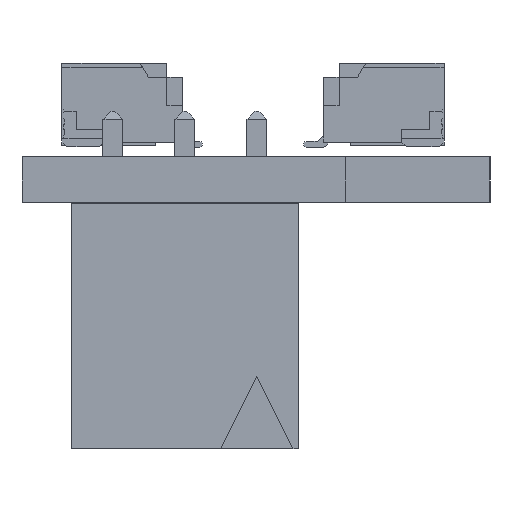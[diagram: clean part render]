
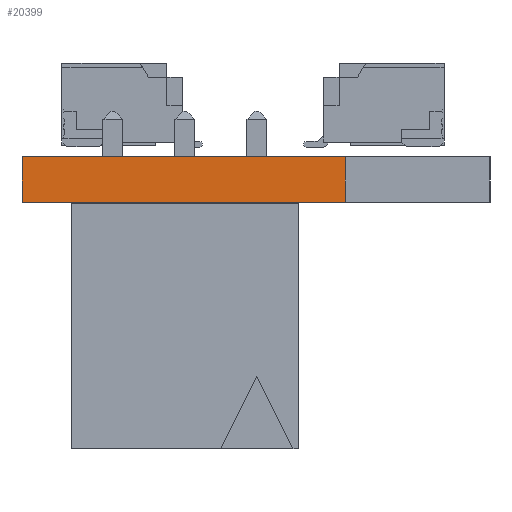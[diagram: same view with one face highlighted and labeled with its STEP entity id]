
A CAD part, left-side view. The second image highlights one B-rep face of the part: STEP entity #20399.
In plain terms, the highlighted planar face has unit normal (-1, 0, 0).
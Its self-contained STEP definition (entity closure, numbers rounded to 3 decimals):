
#18991 = PLANE('',#18992);
#18992 = AXIS2_PLACEMENT_3D('',#18993,#18994,#18995);
#18993 = CARTESIAN_POINT('',(70.253,-50.302,0.));
#18994 = DIRECTION('',(0.,1.,0.));
#18995 = DIRECTION('',(1.,0.,0.));
#19019 = PLANE('',#19020);
#19020 = AXIS2_PLACEMENT_3D('',#19021,#19022,#19023);
#19021 = CARTESIAN_POINT('',(116.959,-55.527,1.6));
#19022 = DIRECTION('',(-0.,-0.,-1.));
#19023 = DIRECTION('',(-1.,0.,0.));
#19073 = PLANE('',#19074);
#19074 = AXIS2_PLACEMENT_3D('',#19075,#19076,#19077);
#19075 = CARTESIAN_POINT('',(116.959,-55.527,0.));
#19076 = DIRECTION('',(-0.,-0.,-1.));
#19077 = DIRECTION('',(-1.,0.,0.));
#19088 = EDGE_CURVE('',#19089,#19091,#19093,.T.);
#19089 = VERTEX_POINT('',#19090);
#19090 = CARTESIAN_POINT('',(70.253,-50.302,0.));
#19091 = VERTEX_POINT('',#19092);
#19092 = CARTESIAN_POINT('',(70.253,-50.302,1.6));
#19093 = SURFACE_CURVE('',#19094,(#19098,#19105),.PCURVE_S1.);
#19094 = LINE('',#19095,#19096);
#19095 = CARTESIAN_POINT('',(70.253,-50.302,0.));
#19096 = VECTOR('',#19097,1.);
#19097 = DIRECTION('',(0.,0.,1.));
#19098 = PCURVE('',#18991,#19099);
#19099 = DEFINITIONAL_REPRESENTATION('',(#19100),#19104);
#19100 = LINE('',#19101,#19102);
#19101 = CARTESIAN_POINT('',(0.,0.));
#19102 = VECTOR('',#19103,1.);
#19103 = DIRECTION('',(0.,-1.));
#19104 = ( GEOMETRIC_REPRESENTATION_CONTEXT(2) 
PARAMETRIC_REPRESENTATION_CONTEXT() REPRESENTATION_CONTEXT('2D SPACE',''
  ) );
#19105 = PCURVE('',#19106,#19111);
#19106 = PLANE('',#19107);
#19107 = AXIS2_PLACEMENT_3D('',#19108,#19109,#19110);
#19108 = CARTESIAN_POINT('',(70.253,-61.697,0.));
#19109 = DIRECTION('',(-1.,0.,0.));
#19110 = DIRECTION('',(0.,1.,0.));
#19111 = DEFINITIONAL_REPRESENTATION('',(#19112),#19116);
#19112 = LINE('',#19113,#19114);
#19113 = CARTESIAN_POINT('',(11.395,0.));
#19114 = VECTOR('',#19115,1.);
#19115 = DIRECTION('',(0.,-1.));
#19116 = ( GEOMETRIC_REPRESENTATION_CONTEXT(2) 
PARAMETRIC_REPRESENTATION_CONTEXT() REPRESENTATION_CONTEXT('2D SPACE',''
  ) );
#19322 = VERTEX_POINT('',#19323);
#19323 = CARTESIAN_POINT('',(70.253,-61.697,0.));
#19337 = PLANE('',#19338);
#19338 = AXIS2_PLACEMENT_3D('',#19339,#19340,#19341);
#19339 = CARTESIAN_POINT('',(84.125,-61.697,0.));
#19340 = DIRECTION('',(0.,-1.,0.));
#19341 = DIRECTION('',(-1.,0.,0.));
#19349 = EDGE_CURVE('',#19322,#19089,#19350,.T.);
#19350 = SURFACE_CURVE('',#19351,(#19355,#19362),.PCURVE_S1.);
#19351 = LINE('',#19352,#19353);
#19352 = CARTESIAN_POINT('',(70.253,-61.697,0.));
#19353 = VECTOR('',#19354,1.);
#19354 = DIRECTION('',(0.,1.,0.));
#19355 = PCURVE('',#19073,#19356);
#19356 = DEFINITIONAL_REPRESENTATION('',(#19357),#19361);
#19357 = LINE('',#19358,#19359);
#19358 = CARTESIAN_POINT('',(46.706,-6.17));
#19359 = VECTOR('',#19360,1.);
#19360 = DIRECTION('',(0.,1.));
#19361 = ( GEOMETRIC_REPRESENTATION_CONTEXT(2) 
PARAMETRIC_REPRESENTATION_CONTEXT() REPRESENTATION_CONTEXT('2D SPACE',''
  ) );
#19362 = PCURVE('',#19106,#19363);
#19363 = DEFINITIONAL_REPRESENTATION('',(#19364),#19368);
#19364 = LINE('',#19365,#19366);
#19365 = CARTESIAN_POINT('',(0.,0.));
#19366 = VECTOR('',#19367,1.);
#19367 = DIRECTION('',(1.,0.));
#19368 = ( GEOMETRIC_REPRESENTATION_CONTEXT(2) 
PARAMETRIC_REPRESENTATION_CONTEXT() REPRESENTATION_CONTEXT('2D SPACE',''
  ) );
#19936 = VERTEX_POINT('',#19937);
#19937 = CARTESIAN_POINT('',(70.253,-61.697,1.6));
#19958 = EDGE_CURVE('',#19936,#19091,#19959,.T.);
#19959 = SURFACE_CURVE('',#19960,(#19964,#19971),.PCURVE_S1.);
#19960 = LINE('',#19961,#19962);
#19961 = CARTESIAN_POINT('',(70.253,-61.697,1.6));
#19962 = VECTOR('',#19963,1.);
#19963 = DIRECTION('',(0.,1.,0.));
#19964 = PCURVE('',#19019,#19965);
#19965 = DEFINITIONAL_REPRESENTATION('',(#19966),#19970);
#19966 = LINE('',#19967,#19968);
#19967 = CARTESIAN_POINT('',(46.706,-6.17));
#19968 = VECTOR('',#19969,1.);
#19969 = DIRECTION('',(0.,1.));
#19970 = ( GEOMETRIC_REPRESENTATION_CONTEXT(2) 
PARAMETRIC_REPRESENTATION_CONTEXT() REPRESENTATION_CONTEXT('2D SPACE',''
  ) );
#19971 = PCURVE('',#19106,#19972);
#19972 = DEFINITIONAL_REPRESENTATION('',(#19973),#19977);
#19973 = LINE('',#19974,#19975);
#19974 = CARTESIAN_POINT('',(0.,-1.6));
#19975 = VECTOR('',#19976,1.);
#19976 = DIRECTION('',(1.,0.));
#19977 = ( GEOMETRIC_REPRESENTATION_CONTEXT(2) 
PARAMETRIC_REPRESENTATION_CONTEXT() REPRESENTATION_CONTEXT('2D SPACE',''
  ) );
#20399 = ADVANCED_FACE('',(#20400),#19106,.T.);
#20400 = FACE_BOUND('',#20401,.T.);
#20401 = EDGE_LOOP('',(#20402,#20423,#20424,#20425));
#20402 = ORIENTED_EDGE('',*,*,#20403,.T.);
#20403 = EDGE_CURVE('',#19322,#19936,#20404,.T.);
#20404 = SURFACE_CURVE('',#20405,(#20409,#20416),.PCURVE_S1.);
#20405 = LINE('',#20406,#20407);
#20406 = CARTESIAN_POINT('',(70.253,-61.697,0.));
#20407 = VECTOR('',#20408,1.);
#20408 = DIRECTION('',(0.,0.,1.));
#20409 = PCURVE('',#19106,#20410);
#20410 = DEFINITIONAL_REPRESENTATION('',(#20411),#20415);
#20411 = LINE('',#20412,#20413);
#20412 = CARTESIAN_POINT('',(0.,0.));
#20413 = VECTOR('',#20414,1.);
#20414 = DIRECTION('',(0.,-1.));
#20415 = ( GEOMETRIC_REPRESENTATION_CONTEXT(2) 
PARAMETRIC_REPRESENTATION_CONTEXT() REPRESENTATION_CONTEXT('2D SPACE',''
  ) );
#20416 = PCURVE('',#19337,#20417);
#20417 = DEFINITIONAL_REPRESENTATION('',(#20418),#20422);
#20418 = LINE('',#20419,#20420);
#20419 = CARTESIAN_POINT('',(13.872,0.));
#20420 = VECTOR('',#20421,1.);
#20421 = DIRECTION('',(0.,-1.));
#20422 = ( GEOMETRIC_REPRESENTATION_CONTEXT(2) 
PARAMETRIC_REPRESENTATION_CONTEXT() REPRESENTATION_CONTEXT('2D SPACE',''
  ) );
#20423 = ORIENTED_EDGE('',*,*,#19958,.T.);
#20424 = ORIENTED_EDGE('',*,*,#19088,.F.);
#20425 = ORIENTED_EDGE('',*,*,#19349,.F.);
